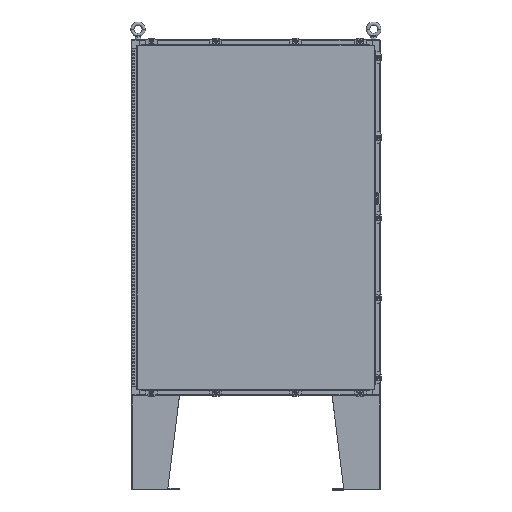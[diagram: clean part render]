
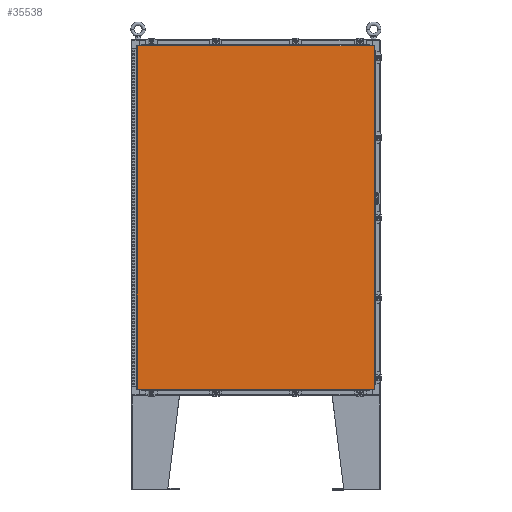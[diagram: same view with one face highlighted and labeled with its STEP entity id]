
A CAD part, top view. The second image highlights one B-rep face of the part: STEP entity #35538.
In plain terms, the highlighted planar face has unit normal (0, 0, 1).
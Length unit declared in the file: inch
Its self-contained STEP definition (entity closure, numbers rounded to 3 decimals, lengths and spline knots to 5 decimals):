
#1225 = CARTESIAN_POINT ( 'NONE',  ( -19.9903, -29.0063, 0. ) ) ;
#2276 = EDGE_CURVE ( 'NONE', #32262, #10603, #13389, .T. ) ;
#5779 = LINE ( 'NONE', #63320, #46094 ) ;
#5794 = EDGE_CURVE ( 'NONE', #61072, #32262, #5779, .T. ) ;
#7196 = LINE ( 'NONE', #32165, #50713 ) ;
#7659 = VECTOR ( 'NONE', #16766, 39.37008 ) ;
#7773 = ORIENTED_EDGE ( 'NONE', *, *, #2276, .T. ) ;
#10603 = VERTEX_POINT ( 'NONE', #51449 ) ;
#11933 = EDGE_LOOP ( 'NONE', ( #43814, #12828, #7773, #47600 ) ) ;
#12828 = ORIENTED_EDGE ( 'NONE', *, *, #5794, .T. ) ;
#13389 = LINE ( 'NONE', #19907, #15044 ) ;
#14996 = CARTESIAN_POINT ( 'NONE',  ( -19.9903, -29.0063, 0. ) ) ;
#15044 = VECTOR ( 'NONE', #20796, 39.37008 ) ;
#15487 = FACE_OUTER_BOUND ( 'NONE', #11933, .T. ) ;
#16766 = DIRECTION ( 'NONE',  ( 1., 0., 0. ) ) ;
#18169 = PLANE ( 'NONE',  #58654 ) ;
#19907 = CARTESIAN_POINT ( 'NONE',  ( 19.9903, 29.0063, 0. ) ) ;
#20796 = DIRECTION ( 'NONE',  ( -1., 0., 0. ) ) ;
#23431 = DIRECTION ( 'NONE',  ( -1., 0., 0. ) ) ;
#23484 = EDGE_CURVE ( 'NONE', #35304, #61072, #35652, .T. ) ;
#32165 = CARTESIAN_POINT ( 'NONE',  ( -19.9903, 29.0063, 0. ) ) ;
#32262 = VERTEX_POINT ( 'NONE', #45687 ) ;
#35304 = VERTEX_POINT ( 'NONE', #14996 ) ;
#35538 = ADVANCED_FACE ( 'NONE', ( #15487 ), #18169, .F. ) ;
#35652 = LINE ( 'NONE', #1225, #7659 ) ;
#42814 = DIRECTION ( 'NONE',  ( 0., -1., 0. ) ) ;
#43814 = ORIENTED_EDGE ( 'NONE', *, *, #23484, .T. ) ;
#45687 = CARTESIAN_POINT ( 'NONE',  ( 19.9903, 29.0063, 0. ) ) ;
#46094 = VECTOR ( 'NONE', #63184, 39.37008 ) ;
#47600 = ORIENTED_EDGE ( 'NONE', *, *, #51887, .T. ) ;
#47766 = CARTESIAN_POINT ( 'NONE',  ( 19.9903, -29.0063, 0. ) ) ;
#50713 = VECTOR ( 'NONE', #42814, 39.37008 ) ;
#51449 = CARTESIAN_POINT ( 'NONE',  ( -19.9903, 29.0063, 0. ) ) ;
#51887 = EDGE_CURVE ( 'NONE', #10603, #35304, #7196, .T. ) ;
#54684 = DIRECTION ( 'NONE',  ( 0., 0., -1. ) ) ;
#58654 = AXIS2_PLACEMENT_3D ( 'NONE', #64974, #54684, #23431 ) ;
#61072 = VERTEX_POINT ( 'NONE', #47766 ) ;
#63184 = DIRECTION ( 'NONE',  ( 0., 1., 0. ) ) ;
#63320 = CARTESIAN_POINT ( 'NONE',  ( 19.9903, -29.0063, 0. ) ) ;
#64974 = CARTESIAN_POINT ( 'NONE',  ( 0., 0., 0. ) ) ;
